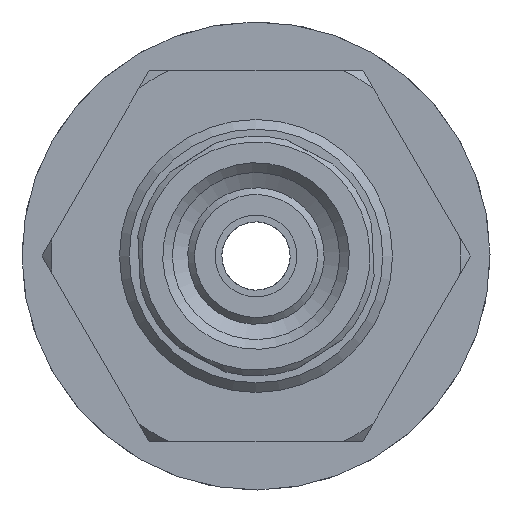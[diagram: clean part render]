
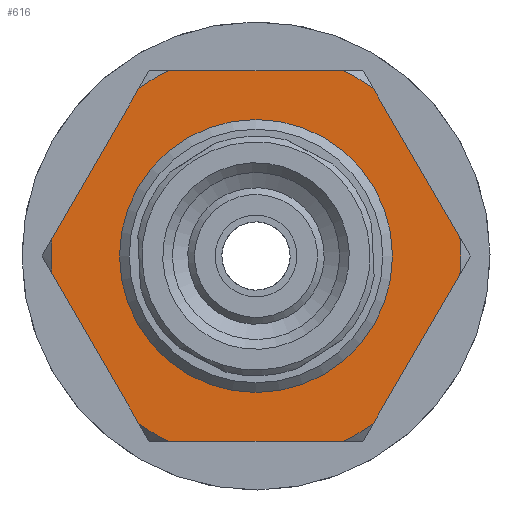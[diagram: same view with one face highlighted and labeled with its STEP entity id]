
A CAD part, front view. The second image highlights one B-rep face of the part: STEP entity #616.
In plain terms, the highlighted face is planar.
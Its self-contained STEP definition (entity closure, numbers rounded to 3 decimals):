
#616=ADVANCED_FACE('',(#1149,#1150),#1151,.T.);
#1149=FACE_BOUND('',#5241,.T.);
#1150=FACE_OUTER_BOUND('',#5242,.T.);
#1151=PLANE('',#5243);
#5241=EDGE_LOOP('',(#6161));
#5242=EDGE_LOOP('',(#6162,#6163,#6164,#6165,#6166,#6167,#6168,#6169,#6170,#6171,#6172,#6173));
#5243=AXIS2_PLACEMENT_3D('',#6174,#6175,#6176);
#6161=ORIENTED_EDGE('',*,*,#6655,.F.);
#6162=ORIENTED_EDGE('',*,*,#6652,.F.);
#6163=ORIENTED_EDGE('',*,*,#6657,.T.);
#6164=ORIENTED_EDGE('',*,*,#6658,.F.);
#6165=ORIENTED_EDGE('',*,*,#6659,.T.);
#6166=ORIENTED_EDGE('',*,*,#6660,.F.);
#6167=ORIENTED_EDGE('',*,*,#6661,.T.);
#6168=ORIENTED_EDGE('',*,*,#6662,.F.);
#6169=ORIENTED_EDGE('',*,*,#6663,.T.);
#6170=ORIENTED_EDGE('',*,*,#6664,.F.);
#6171=ORIENTED_EDGE('',*,*,#6665,.T.);
#6172=ORIENTED_EDGE('',*,*,#6666,.F.);
#6173=ORIENTED_EDGE('',*,*,#6667,.T.);
#6174=CARTESIAN_POINT('',(17.321,10.0,0.0));
#6175=DIRECTION('',(0.0,0.0,1.0));
#6176=DIRECTION('',(1.0,0.0,0.0));
#6652=EDGE_CURVE('',#7197,#7185,#7199,.T.);
#6655=EDGE_CURVE('',#7203,#7203,#7204,.T.);
#6657=EDGE_CURVE('',#7197,#7206,#7207,.T.);
#6658=EDGE_CURVE('',#7208,#7206,#7209,.T.);
#6659=EDGE_CURVE('',#7208,#7210,#7211,.T.);
#6660=EDGE_CURVE('',#7212,#7210,#7213,.T.);
#6661=EDGE_CURVE('',#7212,#7214,#7215,.T.);
#6662=EDGE_CURVE('',#7216,#7214,#7217,.T.);
#6663=EDGE_CURVE('',#7216,#7218,#7219,.T.);
#6664=EDGE_CURVE('',#7220,#7218,#7221,.T.);
#6665=EDGE_CURVE('',#7220,#7222,#7223,.T.);
#6666=EDGE_CURVE('',#7224,#7222,#7225,.T.);
#6667=EDGE_CURVE('',#7224,#7185,#7226,.T.);
#7185=VERTEX_POINT('',#9020);
#7197=VERTEX_POINT('',#9044);
#7199=LINE('',#9049,#9050);
#7203=VERTEX_POINT('',#9054);
#7204=CIRCLE('',#9055,6.188);
#7206=VERTEX_POINT('',#9057);
#7207=CIRCLE('',#9058,10.499);
#7208=VERTEX_POINT('',#9059);
#7209=LINE('',#9060,#9061);
#7210=VERTEX_POINT('',#9062);
#7211=CIRCLE('',#9063,10.499);
#7212=VERTEX_POINT('',#9064);
#7213=LINE('',#9065,#9066);
#7214=VERTEX_POINT('',#9067);
#7215=CIRCLE('',#9068,10.499);
#7216=VERTEX_POINT('',#9069);
#7217=LINE('',#9070,#9071);
#7218=VERTEX_POINT('',#9072);
#7219=CIRCLE('',#9073,10.499);
#7220=VERTEX_POINT('',#9074);
#7221=LINE('',#9075,#9076);
#7222=VERTEX_POINT('',#9077);
#7223=CIRCLE('',#9078,10.499);
#7224=VERTEX_POINT('',#9079);
#7225=LINE('',#9080,#9081);
#7226=CIRCLE('',#9082,10.499);
#9020=CARTESIAN_POINT('',(10.457,0.933,0.0));
#9044=CARTESIAN_POINT('',(5.997,8.617,0.0));
#9049=CARTESIAN_POINT('',(5.485,9.5,0.0));
#9050=VECTOR('',#9569,1.0);
#9054=CARTESIAN_POINT('',(6.188,0.0,0.0));
#9055=AXIS2_PLACEMENT_3D('',#9573,#9574,#9575);
#9057=CARTESIAN_POINT('',(4.469,9.5,0.0));
#9058=AXIS2_PLACEMENT_3D('',#9576,#9577,#9578);
#9059=CARTESIAN_POINT('',(-4.469,9.5,0.0));
#9060=CARTESIAN_POINT('',(-5.485,9.5,0.0));
#9061=VECTOR('',#9579,1.0);
#9062=CARTESIAN_POINT('',(-5.993,8.621,0.0));
#9063=AXIS2_PLACEMENT_3D('',#9580,#9581,#9582);
#9064=CARTESIAN_POINT('',(-10.462,0.879,0.0));
#9065=CARTESIAN_POINT('',(-10.97,0.0,0.0));
#9066=VECTOR('',#9583,1.0);
#9067=CARTESIAN_POINT('',(-10.462,-0.879,0.0));
#9068=AXIS2_PLACEMENT_3D('',#9584,#9585,#9586);
#9069=CARTESIAN_POINT('',(-5.993,-8.621,0.0));
#9070=CARTESIAN_POINT('',(-5.485,-9.5,0.0));
#9071=VECTOR('',#9587,1.0);
#9072=CARTESIAN_POINT('',(-4.469,-9.5,0.0));
#9073=AXIS2_PLACEMENT_3D('',#9588,#9589,#9590);
#9074=CARTESIAN_POINT('',(4.469,-9.5,0.0));
#9075=CARTESIAN_POINT('',(5.485,-9.5,0.0));
#9076=VECTOR('',#9591,1.0);
#9077=CARTESIAN_POINT('',(5.997,-8.617,0.0));
#9078=AXIS2_PLACEMENT_3D('',#9592,#9593,#9594);
#9079=CARTESIAN_POINT('',(10.457,-0.933,0.0));
#9080=CARTESIAN_POINT('',(10.999,0.0,0.0));
#9081=VECTOR('',#9595,1.0);
#9082=AXIS2_PLACEMENT_3D('',#9596,#9597,#9598);
#9569=DIRECTION('',(0.502,-0.865,0.0));
#9573=CARTESIAN_POINT('',(0.,0.0,0.0));
#9574=DIRECTION('',(0.0,0.0,1.0));
#9575=DIRECTION('',(1.0,0.0,0.0));
#9576=CARTESIAN_POINT('',(0.0,0.0,0.0));
#9577=DIRECTION('',(0.0,0.0,1.0));
#9578=DIRECTION('',(1.0,0.0,0.0));
#9579=DIRECTION('',(1.0,0.0,0.0));
#9580=CARTESIAN_POINT('',(0.0,0.0,0.0));
#9581=DIRECTION('',(0.0,0.0,1.0));
#9582=DIRECTION('',(1.0,0.0,0.0));
#9583=DIRECTION('',(0.5,0.866,0.0));
#9584=CARTESIAN_POINT('',(0.0,0.0,0.0));
#9585=DIRECTION('',(0.0,0.0,1.0));
#9586=DIRECTION('',(1.0,0.0,0.0));
#9587=DIRECTION('',(-0.5,0.866,0.0));
#9588=CARTESIAN_POINT('',(0.0,0.0,0.0));
#9589=DIRECTION('',(0.0,0.0,1.0));
#9590=DIRECTION('',(1.0,0.0,0.0));
#9591=DIRECTION('',(-1.0,0.0,0.0));
#9592=CARTESIAN_POINT('',(0.0,0.0,0.0));
#9593=DIRECTION('',(0.0,0.0,1.0));
#9594=DIRECTION('',(1.0,0.0,0.0));
#9595=DIRECTION('',(-0.502,-0.865,0.0));
#9596=CARTESIAN_POINT('',(0.0,0.0,0.0));
#9597=DIRECTION('',(0.0,0.0,1.0));
#9598=DIRECTION('',(1.0,0.0,0.0));
